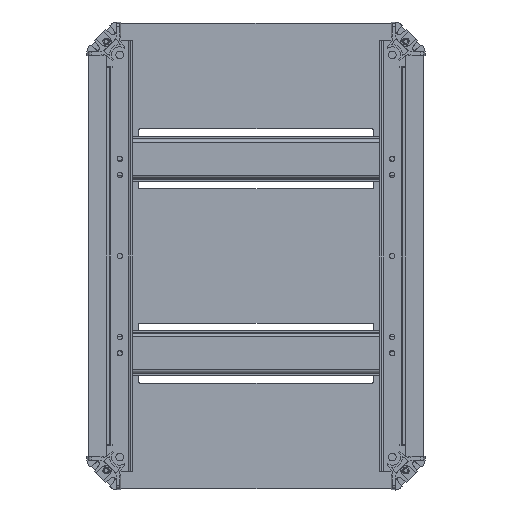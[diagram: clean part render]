
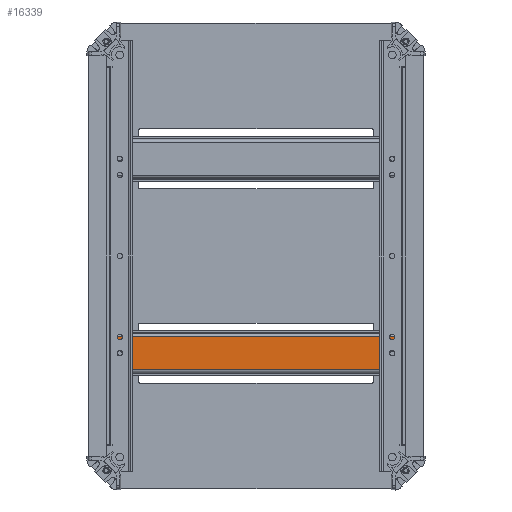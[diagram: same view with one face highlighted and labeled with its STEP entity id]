
A CAD part, front view. The second image highlights one B-rep face of the part: STEP entity #16339.
In plain terms, the highlighted planar face has unit normal (0, -1, 0).
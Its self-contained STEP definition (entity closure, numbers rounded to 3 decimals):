
#102 = EDGE_CURVE ( 'NONE', #3887, #13152, #4399, .T. ) ;
#121 = CARTESIAN_POINT ( 'NONE',  ( 0., -1.5, -102.75 ) ) ;
#141 = ORIENTED_EDGE ( 'NONE', *, *, #8220, .T. ) ;
#363 = CARTESIAN_POINT ( 'NONE',  ( 2.25, -1.5, 110. ) ) ;
#378 = DIRECTION ( 'NONE',  ( 0., 0., 1. ) ) ;
#393 = CARTESIAN_POINT ( 'NONE',  ( -2.25, -1.5, 105. ) ) ;
#532 = VERTEX_POINT ( 'NONE', #17145 ) ;
#838 = DIRECTION ( 'NONE',  ( -1., 0., 0. ) ) ;
#1040 = AXIS2_PLACEMENT_3D ( 'NONE', #11332, #10631, #16337 ) ;
#1054 = CARTESIAN_POINT ( 'NONE',  ( 13.5, -1.5, -110. ) ) ;
#1099 = VERTEX_POINT ( 'NONE', #121 ) ;
#1199 = VERTEX_POINT ( 'NONE', #11805 ) ;
#1410 = DIRECTION ( 'NONE',  ( 0., 0., -1. ) ) ;
#1429 = VERTEX_POINT ( 'NONE', #13816 ) ;
#1435 = CARTESIAN_POINT ( 'NONE',  ( 2.25, -1.5, 110. ) ) ;
#1506 = LINE ( 'NONE', #17481, #10231 ) ;
#1607 = CARTESIAN_POINT ( 'NONE',  ( 0., -1.5, -105. ) ) ;
#2098 = ORIENTED_EDGE ( 'NONE', *, *, #13189, .F. ) ;
#2222 = VERTEX_POINT ( 'NONE', #4284 ) ;
#2797 = CARTESIAN_POINT ( 'NONE',  ( 12.7, -1.5, 110. ) ) ;
#2908 = CARTESIAN_POINT ( 'NONE',  ( -2.25, -1.5, -105. ) ) ;
#2917 = EDGE_CURVE ( 'NONE', #2222, #6813, #17435, .T. ) ;
#2932 = VECTOR ( 'NONE', #17761, 1000. ) ;
#3173 = AXIS2_PLACEMENT_3D ( 'NONE', #17312, #11692, #4267 ) ;
#3711 = CARTESIAN_POINT ( 'NONE',  ( 2.25, -1.5, 105. ) ) ;
#3887 = VERTEX_POINT ( 'NONE', #12632 ) ;
#3889 = LINE ( 'NONE', #11040, #9522 ) ;
#4043 = EDGE_CURVE ( 'NONE', #532, #10437, #13522, .T. ) ;
#4267 = DIRECTION ( 'NONE',  ( 0., 0., 1. ) ) ;
#4284 = CARTESIAN_POINT ( 'NONE',  ( 12.7, -1.5, 110. ) ) ;
#4292 = EDGE_CURVE ( 'NONE', #2222, #1199, #15827, .T. ) ;
#4295 = CARTESIAN_POINT ( 'NONE',  ( 13.5, -1.5, 110. ) ) ;
#4387 = VERTEX_POINT ( 'NONE', #393 ) ;
#4399 = LINE ( 'NONE', #10218, #9054 ) ;
#4562 = ORIENTED_EDGE ( 'NONE', *, *, #102, .F. ) ;
#5156 = ORIENTED_EDGE ( 'NONE', *, *, #5471, .T. ) ;
#5319 = EDGE_CURVE ( 'NONE', #16429, #6813, #11967, .T. ) ;
#5471 = EDGE_CURVE ( 'NONE', #11173, #13152, #8535, .T. ) ;
#5503 = ORIENTED_EDGE ( 'NONE', *, *, #7100, .F. ) ;
#5660 = DIRECTION ( 'NONE',  ( -1., 0., 0. ) ) ;
#5719 = CARTESIAN_POINT ( 'NONE',  ( -2.25, -1.5, 110. ) ) ;
#6052 = ORIENTED_EDGE ( 'NONE', *, *, #6154, .T. ) ;
#6154 = EDGE_CURVE ( 'NONE', #16429, #4387, #11374, .T. ) ;
#6198 = DIRECTION ( 'NONE',  ( 0., 0., -1. ) ) ;
#6609 = VECTOR ( 'NONE', #15001, 1000. ) ;
#6813 = VERTEX_POINT ( 'NONE', #1435 ) ;
#6858 = LINE ( 'NONE', #1054, #6891 ) ;
#6891 = VECTOR ( 'NONE', #9629, 1000. ) ;
#7100 = EDGE_CURVE ( 'NONE', #1429, #3887, #3889, .T. ) ;
#7102 = CARTESIAN_POINT ( 'NONE',  ( 13.5, -1.5, 110. ) ) ;
#7704 = ORIENTED_EDGE ( 'NONE', *, *, #12437, .F. ) ;
#7874 = VECTOR ( 'NONE', #17527, 1000. ) ;
#8065 = ORIENTED_EDGE ( 'NONE', *, *, #2917, .T. ) ;
#8220 = EDGE_CURVE ( 'NONE', #9721, #1099, #17743, .T. ) ;
#8256 = ORIENTED_EDGE ( 'NONE', *, *, #5319, .F. ) ;
#8344 = ORIENTED_EDGE ( 'NONE', *, *, #4292, .F. ) ;
#8535 = LINE ( 'NONE', #7102, #13586 ) ;
#8675 = DIRECTION ( 'NONE',  ( 0., 0., 1. ) ) ;
#9054 = VECTOR ( 'NONE', #16022, 1000. ) ;
#9366 = CIRCLE ( 'NONE', #17569, 2.25 ) ;
#9522 = VECTOR ( 'NONE', #838, 1000. ) ;
#9629 = DIRECTION ( 'NONE',  ( -1., 0., 0. ) ) ;
#9721 = VERTEX_POINT ( 'NONE', #2908 ) ;
#9956 = AXIS2_PLACEMENT_3D ( 'NONE', #4295, #13256, #8675 ) ;
#10218 = CARTESIAN_POINT ( 'NONE',  ( -12.7, -1.5, 110. ) ) ;
#10231 = VECTOR ( 'NONE', #1410, 1000. ) ;
#10277 = DIRECTION ( 'NONE',  ( 0., 0., 1. ) ) ;
#10308 = CARTESIAN_POINT ( 'NONE',  ( 13.5, -1.5, 110. ) ) ;
#10393 = PLANE ( 'NONE',  #9956 ) ;
#10437 = VERTEX_POINT ( 'NONE', #16814 ) ;
#10631 = DIRECTION ( 'NONE',  ( 0., 1., 0. ) ) ;
#11040 = CARTESIAN_POINT ( 'NONE',  ( 13.5, -1.5, -110. ) ) ;
#11173 = VERTEX_POINT ( 'NONE', #5719 ) ;
#11332 = CARTESIAN_POINT ( 'NONE',  ( 0., -1.5, -105. ) ) ;
#11374 = CIRCLE ( 'NONE', #3173, 2.25 ) ;
#11603 = ORIENTED_EDGE ( 'NONE', *, *, #4043, .F. ) ;
#11692 = DIRECTION ( 'NONE',  ( 0., 1., 0. ) ) ;
#11805 = CARTESIAN_POINT ( 'NONE',  ( 12.7, -1.5, -110. ) ) ;
#11967 = LINE ( 'NONE', #363, #2932 ) ;
#12158 = VECTOR ( 'NONE', #6198, 1000. ) ;
#12356 = ORIENTED_EDGE ( 'NONE', *, *, #14022, .F. ) ;
#12437 = EDGE_CURVE ( 'NONE', #9721, #1429, #1506, .T. ) ;
#12632 = CARTESIAN_POINT ( 'NONE',  ( -12.7, -1.5, -110. ) ) ;
#12852 = EDGE_LOOP ( 'NONE', ( #141, #18274, #11603, #2098, #8344, #8065, #8256, #6052, #12356, #5156, #4562, #5503, #7704 ) ) ;
#13130 = LINE ( 'NONE', #13755, #6609 ) ;
#13152 = VERTEX_POINT ( 'NONE', #13266 ) ;
#13189 = EDGE_CURVE ( 'NONE', #1199, #532, #6858, .T. ) ;
#13256 = DIRECTION ( 'NONE',  ( 0., 1., 0. ) ) ;
#13266 = CARTESIAN_POINT ( 'NONE',  ( -12.7, -1.5, 110. ) ) ;
#13522 = LINE ( 'NONE', #15039, #13677 ) ;
#13586 = VECTOR ( 'NONE', #5660, 1000. ) ;
#13677 = VECTOR ( 'NONE', #378, 1000. ) ;
#13755 = CARTESIAN_POINT ( 'NONE',  ( -2.25, -1.5, 105. ) ) ;
#13816 = CARTESIAN_POINT ( 'NONE',  ( -2.25, -1.5, -110. ) ) ;
#14022 = EDGE_CURVE ( 'NONE', #11173, #4387, #13130, .T. ) ;
#14594 = FACE_OUTER_BOUND ( 'NONE', #12852, .T. ) ;
#15001 = DIRECTION ( 'NONE',  ( 0., 0., -1. ) ) ;
#15039 = CARTESIAN_POINT ( 'NONE',  ( 2.25, -1.5, -110. ) ) ;
#15165 = EDGE_CURVE ( 'NONE', #1099, #10437, #9366, .T. ) ;
#15827 = LINE ( 'NONE', #2797, #12158 ) ;
#16022 = DIRECTION ( 'NONE',  ( 0., 0., 1. ) ) ;
#16337 = DIRECTION ( 'NONE',  ( 0., 0., 1. ) ) ;
#16339 = ADVANCED_FACE ( 'NONE', ( #14594 ), #10393, .F. ) ;
#16429 = VERTEX_POINT ( 'NONE', #3711 ) ;
#16449 = DIRECTION ( 'NONE',  ( 0., 1., 0. ) ) ;
#16814 = CARTESIAN_POINT ( 'NONE',  ( 2.25, -1.5, -105. ) ) ;
#17145 = CARTESIAN_POINT ( 'NONE',  ( 2.25, -1.5, -110. ) ) ;
#17312 = CARTESIAN_POINT ( 'NONE',  ( 0., -1.5, 105. ) ) ;
#17435 = LINE ( 'NONE', #10308, #7874 ) ;
#17481 = CARTESIAN_POINT ( 'NONE',  ( -2.25, -1.5, -105. ) ) ;
#17527 = DIRECTION ( 'NONE',  ( -1., 0., 0. ) ) ;
#17569 = AXIS2_PLACEMENT_3D ( 'NONE', #1607, #16449, #10277 ) ;
#17743 = CIRCLE ( 'NONE', #1040, 2.25 ) ;
#17761 = DIRECTION ( 'NONE',  ( 0., 0., 1. ) ) ;
#18274 = ORIENTED_EDGE ( 'NONE', *, *, #15165, .T. ) ;
